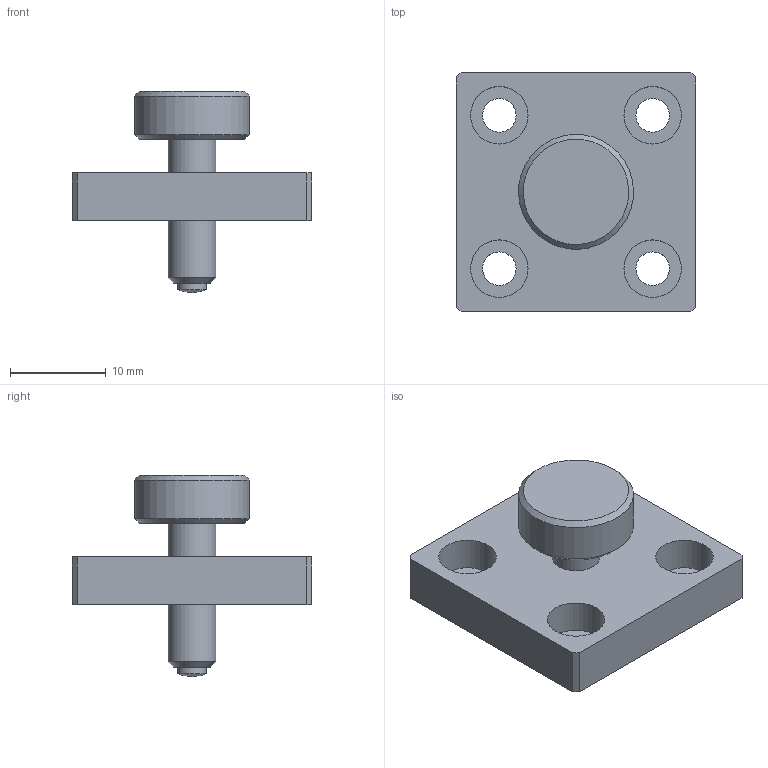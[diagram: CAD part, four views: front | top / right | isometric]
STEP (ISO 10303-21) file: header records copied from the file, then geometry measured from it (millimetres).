
FILE_DESCRIPTION(/* description */ (''),/* implementation_level */ '2;1');
FILE_NAME(/* name */ 'C16-CBCP.stp',/* time_stamp */ '2018-07-26T09:41:55+09:00',/* author */ ('e.nonaka'),/* organization */ (''),/* preprocessor_version */ 'ST-DEVELOPER v17',/* originating_system */ 'Autodesk Inventor 2018',/* authorisation */ '');
FILE_SCHEMA (('AUTOMOTIVE_DESIGN { 1 0 10303 214 3 1 1 }'));
Length unit declared in the file: millimetre
Products named in the file (1): C16CBCP-M02-18001-TS01
Bounding box: 25 x 25 x 21 mm (x, y, z)
Volume: 3425.1 mm3; surface area: 2506.8 mm2
Topology: 1 solids, 1 shells, 33 faces, 80 edges, 57 vertices
Faces by surface type: plane 17, cylinder 12, cone 3, sphere 1
Full cylindrical faces by diameter (mm): 3 x1, 3.5 x4, 5 x2, 6 x4, 12 x1
Entity records: 1091 total; most frequent: DIRECTION 189, CARTESIAN_POINT 171, ORIENTED_EDGE 160, EDGE_CURVE 80, AXIS2_PLACEMENT_3D 75, VERTEX_POINT 57, EDGE_LOOP 49, CIRCLE 41
